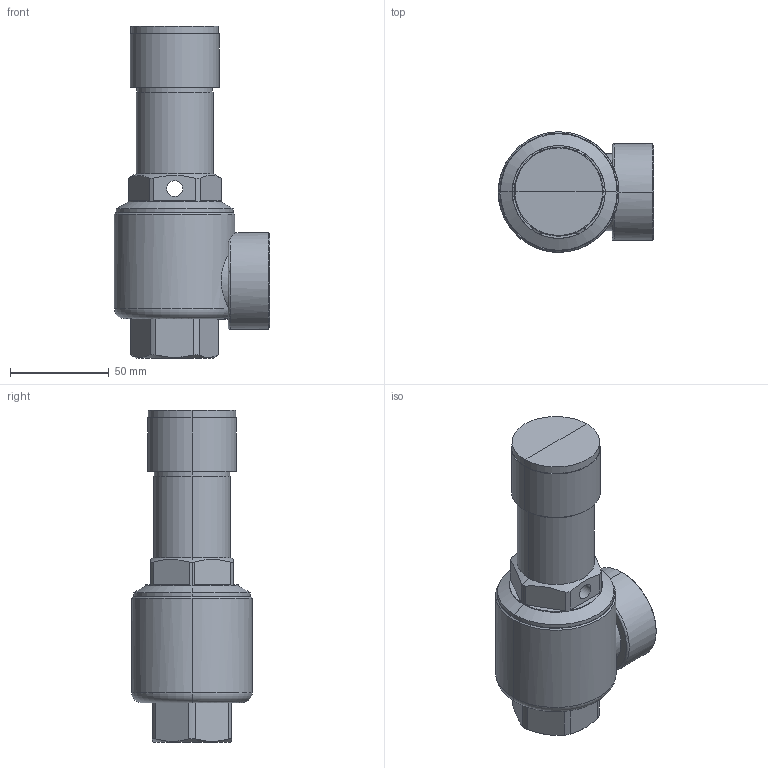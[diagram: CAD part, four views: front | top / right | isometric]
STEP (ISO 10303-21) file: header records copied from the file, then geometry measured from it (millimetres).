
FILE_DESCRIPTION(/* description */ (''),/* implementation_level */ '2;1');
FILE_NAME(/* name */ '527 dn 25.stp',/* time_stamp */ '2016-09-13T14:34:06+02:00',/* author */ ('UFFTEC'),/* organization */ (''),/* preprocessor_version */ 'ST-DEVELOPER v15.2',/* originating_system */ 'Autodesk Inventor 2014',/* authorisation */ '');
FILE_SCHEMA (('AUTOMOTIVE_DESIGN { 1 0 10303 214 3 1 1 }'));
Length unit declared in the file: millimetre
Products named in the file (3): Parte10; Parte12; Assieme2
Bounding box: 78.5 x 61 x 168 mm (x, y, z)
Volume: 333045.1 mm3; surface area: 41492.3 mm2
Topology: 2 solids, 2 shells, 89 faces, 222 edges, 138 vertices
Faces by surface type: plane 43, cylinder 32, cone 10, torus 4
Entity records: 2875 total; most frequent: CARTESIAN_POINT 731, ORIENTED_EDGE 444, DIRECTION 444, EDGE_CURVE 222, AXIS2_PLACEMENT_3D 172, VERTEX_POINT 138, LINE 100, VECTOR 100
